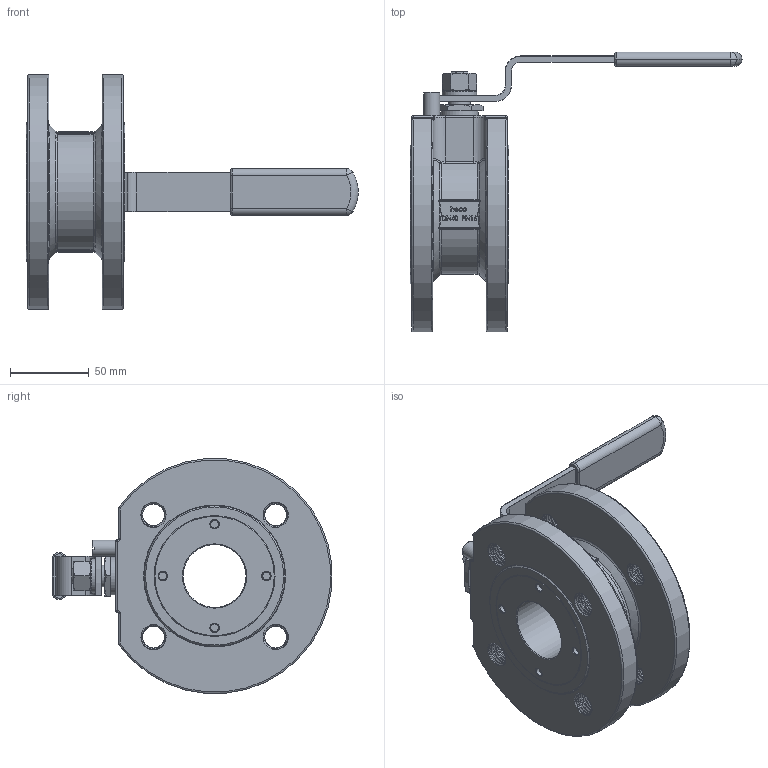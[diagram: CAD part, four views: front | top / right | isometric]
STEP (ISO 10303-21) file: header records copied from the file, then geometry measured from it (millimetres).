
FILE_DESCRIPTION (( 'STEP AP214' ), '1' );
FILE_NAME ('KK-112-000-4 Kugelhahn 1411.STEP', '2014-10-31T09:23:29', ( 'test' ), ( '' ), 'SwSTEP 2.0', 'SolidWorks 2011', '' );
FILE_SCHEMA (( 'AUTOMOTIVE_DESIGN' ));
Length unit declared in the file: millimetre
Products named in the file (1): KK-112-000-4 Kugelhahn 1411
Bounding box: 211.43 x 178.22 x 149.55 mm (x, y, z)
Volume: 609333.7 mm3; surface area: 105532.3 mm2
Topology: 2 solids, 3 shells, 740 faces, 1836 edges, 1139 vertices
Faces by surface type: plane 275, bspline 245, cylinder 97, torus 51, cone 46, sphere 26
Full cylindrical faces by diameter (mm): 5 x4, 5.2 x4, 10.35 x1, 10.36 x1, 14 x1, 22 x1, 24 x1, 40 x1, 77 x1
Entity records: 92720 total; most frequent: CARTESIAN_POINT 69062, ORIENTED_EDGE 3526, DIRECTION 2541, EDGE_CURVE 1763, VERTEX_POINT 1122, AXIS2_PLACEMENT_3D 865, EDGE_LOOP 851, VECTOR 811
